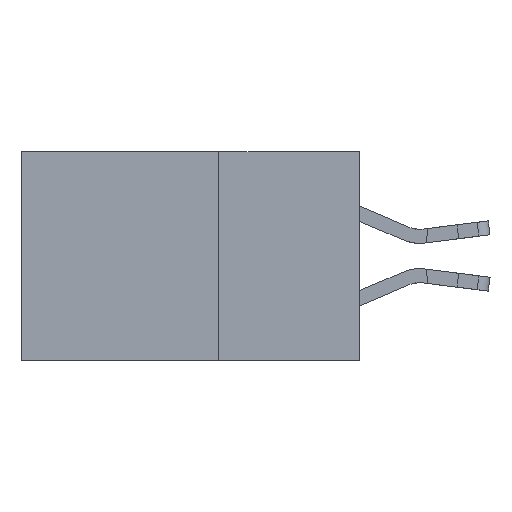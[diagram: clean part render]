
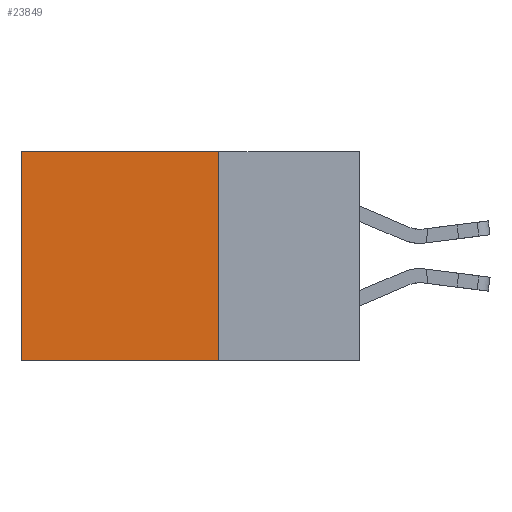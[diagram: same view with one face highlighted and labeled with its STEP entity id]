
A CAD part, left-side view. The second image highlights one B-rep face of the part: STEP entity #23849.
In plain terms, the highlighted planar face has unit normal (-1, 0, 0).
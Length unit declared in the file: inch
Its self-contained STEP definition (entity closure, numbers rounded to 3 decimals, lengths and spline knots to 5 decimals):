
#1752 = CARTESIAN_POINT ( 'NONE',  ( 0.2875, 0.25, -0.37 ) ) ;
#2639 = DIRECTION ( 'NONE',  ( 0., 1., 0. ) ) ;
#2669 = CARTESIAN_POINT ( 'NONE',  ( 0.2875, 0.6, -0.37 ) ) ;
#3058 = CARTESIAN_POINT ( 'NONE',  ( 0.2875, 0.6, 0. ) ) ;
#3476 = CARTESIAN_POINT ( 'NONE',  ( 0.2875, 0.25, 0. ) ) ;
#3651 = EDGE_LOOP ( 'NONE', ( #21856, #4180, #11556, #24686 ) ) ;
#4180 = ORIENTED_EDGE ( 'NONE', *, *, #21923, .F. ) ;
#5416 = VERTEX_POINT ( 'NONE', #2669 ) ;
#5565 = VERTEX_POINT ( 'NONE', #25777 ) ;
#6911 = DIRECTION ( 'NONE',  ( 0., 0., -1. ) ) ;
#7748 = CARTESIAN_POINT ( 'NONE',  ( 0.2875, 0.25, 0. ) ) ;
#8008 = DIRECTION ( 'NONE',  ( 1., 0., 0. ) ) ;
#8426 = DIRECTION ( 'NONE',  ( 0., 0., -1. ) ) ;
#8961 = VECTOR ( 'NONE', #8426, 39.37008 ) ;
#8996 = DIRECTION ( 'NONE',  ( 0., 1., 0. ) ) ;
#11266 = CARTESIAN_POINT ( 'NONE',  ( 0.2875, 0.6, 0. ) ) ;
#11556 = ORIENTED_EDGE ( 'NONE', *, *, #27229, .F. ) ;
#12290 = VERTEX_POINT ( 'NONE', #1752 ) ;
#13436 = CARTESIAN_POINT ( 'NONE',  ( 0.2875, 0.25, -0.37 ) ) ;
#13491 = LINE ( 'NONE', #18432, #23071 ) ;
#14039 = LINE ( 'NONE', #11266, #25022 ) ;
#14736 = EDGE_CURVE ( 'NONE', #26423, #5416, #14039, .T. ) ;
#18432 = CARTESIAN_POINT ( 'NONE',  ( 0.2875, 0.25, 0. ) ) ;
#19392 = AXIS2_PLACEMENT_3D ( 'NONE', #3476, #8008, #23735 ) ;
#20996 = LINE ( 'NONE', #7748, #8961 ) ;
#21452 = PLANE ( 'NONE',  #19392 ) ;
#21856 = ORIENTED_EDGE ( 'NONE', *, *, #14736, .T. ) ;
#21923 = EDGE_CURVE ( 'NONE', #12290, #5416, #24610, .T. ) ;
#23071 = VECTOR ( 'NONE', #2639, 39.37008 ) ;
#23735 = DIRECTION ( 'NONE',  ( 0., 0., -1. ) ) ;
#23849 = ADVANCED_FACE ( 'NONE', ( #25918 ), #21452, .F. ) ;
#24610 = LINE ( 'NONE', #13436, #28909 ) ;
#24686 = ORIENTED_EDGE ( 'NONE', *, *, #28136, .T. ) ;
#25022 = VECTOR ( 'NONE', #6911, 39.37008 ) ;
#25777 = CARTESIAN_POINT ( 'NONE',  ( 0.2875, 0.25, 0. ) ) ;
#25918 = FACE_OUTER_BOUND ( 'NONE', #3651, .T. ) ;
#26423 = VERTEX_POINT ( 'NONE', #3058 ) ;
#27229 = EDGE_CURVE ( 'NONE', #5565, #12290, #20996, .T. ) ;
#28136 = EDGE_CURVE ( 'NONE', #5565, #26423, #13491, .T. ) ;
#28909 = VECTOR ( 'NONE', #8996, 39.37008 ) ;
